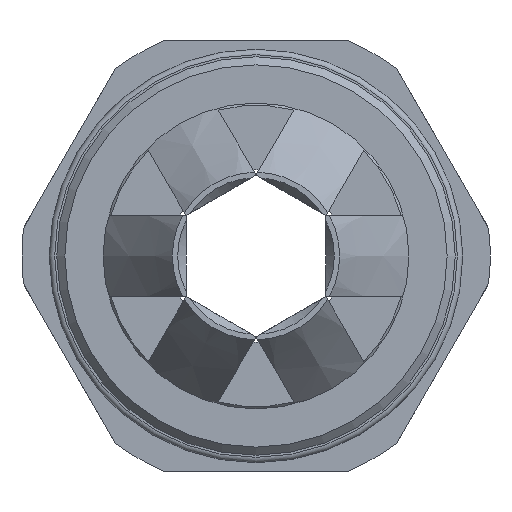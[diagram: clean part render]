
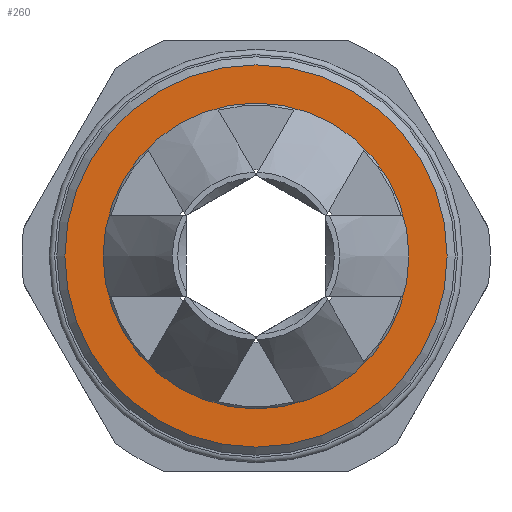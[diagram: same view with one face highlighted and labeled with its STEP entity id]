
A CAD part, left-side view. The second image highlights one B-rep face of the part: STEP entity #260.
In plain terms, the highlighted planar face has unit normal (-1, 0, 0).
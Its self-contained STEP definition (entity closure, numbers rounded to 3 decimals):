
#260 = ADVANCED_FACE( '', ( #640, #641 ), #642, .T. );
#640 = FACE_BOUND( '', #1160, .T. );
#641 = FACE_OUTER_BOUND( '', #1161, .T. );
#642 = PLANE( '', #1162 );
#1160 = EDGE_LOOP( '', ( #1889 ) );
#1161 = EDGE_LOOP( '', ( #1890 ) );
#1162 = AXIS2_PLACEMENT_3D( '', #1891, #1892, #1893 );
#1889 = ORIENTED_EDGE( '', *, *, #3230, .T. );
#1890 = ORIENTED_EDGE( '', *, *, #3231, .F. );
#1891 = CARTESIAN_POINT( '', ( 0., 17.75, 0. ) );
#1892 = DIRECTION( '', ( -1., 0., 0. ) );
#1893 = DIRECTION( '', ( 0., -1., 0. ) );
#3230 = EDGE_CURVE( '', #3945, #3945, #3946, .T. );
#3231 = EDGE_CURVE( '', #3947, #3947, #3948, .T. );
#3945 = VERTEX_POINT( '', #5062 );
#3946 = CIRCLE( '', #5063, 14.2 );
#3947 = VERTEX_POINT( '', #5064 );
#3948 = CIRCLE( '', #5065, 17.75 );
#5062 = CARTESIAN_POINT( '', ( 0., 14.2, 0. ) );
#5063 = AXIS2_PLACEMENT_3D( '', #6310, #6311, #6312 );
#5064 = CARTESIAN_POINT( '', ( 0., 17.75, 0. ) );
#5065 = AXIS2_PLACEMENT_3D( '', #6313, #6314, #6315 );
#6310 = CARTESIAN_POINT( '', ( 0., 0., 0. ) );
#6311 = DIRECTION( '', ( 1., 0., 0. ) );
#6312 = DIRECTION( '', ( 0., 1., 0. ) );
#6313 = CARTESIAN_POINT( '', ( 0., 0., 0. ) );
#6314 = DIRECTION( '', ( 1., 0., 0. ) );
#6315 = DIRECTION( '', ( 0., 1., 0. ) );
